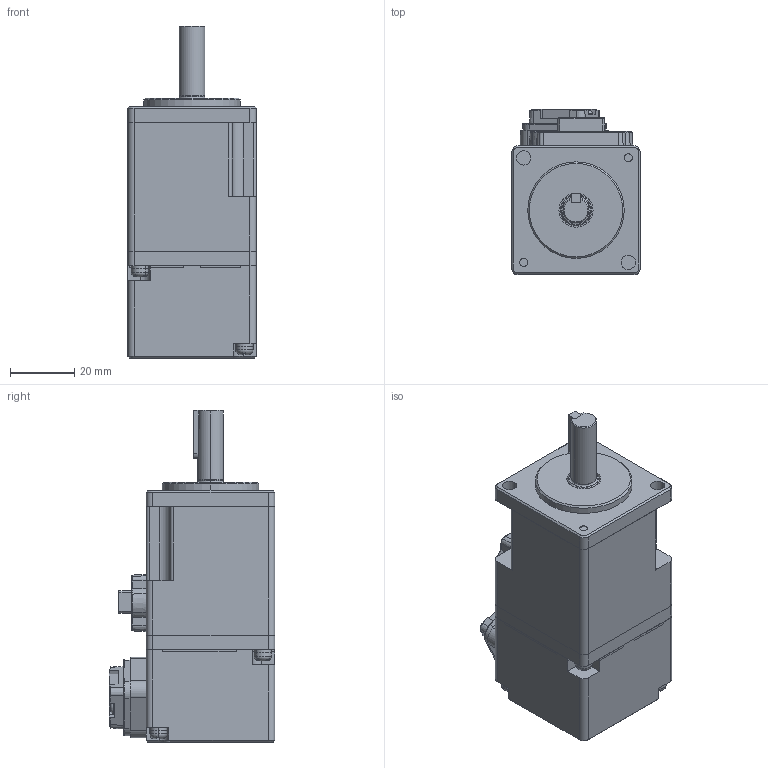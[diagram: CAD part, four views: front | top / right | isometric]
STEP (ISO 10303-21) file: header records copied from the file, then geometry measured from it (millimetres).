
FILE_DESCRIPTION (( 'STEP AP214' ), '1' );
FILE_NAME ('APMC-FALR5AM8K.STEP', '2018-10-12T02:14:39', ( '' ), ( '' ), 'SwSTEP 2.0', 'SolidWorks 2011', '' );
FILE_SCHEMA (( 'AUTOMOTIVE_DESIGN' ));
Length unit declared in the file: millimetre
Products named in the file (1): APMC-FALR5AM8K
Bounding box: 40 x 51.5 x 103.2 mm (x, y, z)
Volume: 129719.4 mm3; surface area: 39537.8 mm2
Topology: 29 solids, 29 shells, 1372 faces, 3608 edges, 2343 vertices
Faces by surface type: plane 914, cylinder 291, bspline 101, cone 46, torus 20
Entity records: 61500 total; most frequent: CARTESIAN_POINT 12736, ORIENTED_EDGE 7212, DIRECTION 6387, EDGE_CURVE 3606, VECTOR 2539, LINE 2539, VERTEX_POINT 2343, AXIS2_PLACEMENT_3D 1924
